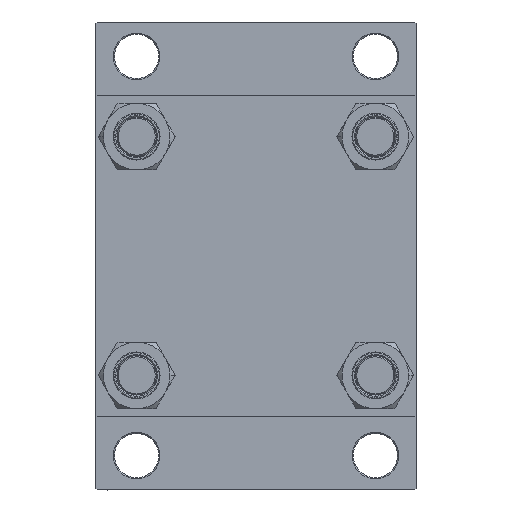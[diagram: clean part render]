
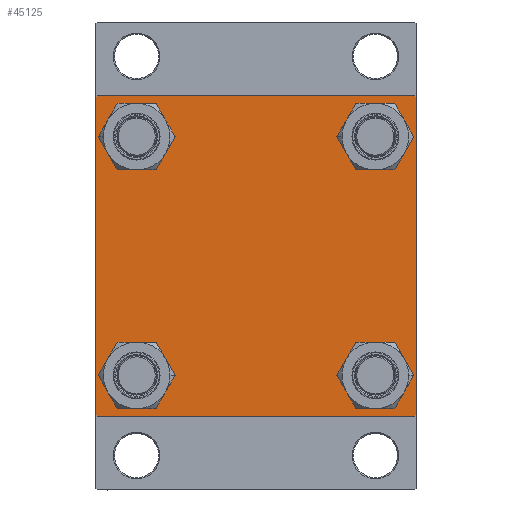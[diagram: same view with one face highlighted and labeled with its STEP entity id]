
A CAD part, left-side view. The second image highlights one B-rep face of the part: STEP entity #45125.
In plain terms, the highlighted planar face has unit normal (-1, 0, 0).
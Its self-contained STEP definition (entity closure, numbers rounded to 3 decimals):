
#78 = AXIS2_PLACEMENT_3D ( 'NONE', #45907, #35021, #16204 ) ;
#303 = AXIS2_PLACEMENT_3D ( 'NONE', #17251, #3231, #17956 ) ;
#382 = AXIS2_PLACEMENT_3D ( 'NONE', #26260, #29879, #44116 ) ;
#1086 = EDGE_CURVE ( 'NONE', #17475, #18828, #14655, .T. ) ;
#1419 = DIRECTION ( 'NONE',  ( 1., 0., 0. ) ) ;
#2237 = CARTESIAN_POINT ( 'NONE',  ( 0., 64.75, 64.75 ) ) ;
#2250 = CARTESIAN_POINT ( 'NONE',  ( 0., 65., 64.5 ) ) ;
#3231 = DIRECTION ( 'NONE',  ( 1., 0., 0. ) ) ;
#3302 = CIRCLE ( 'NONE', #30308, 8.5 ) ;
#3324 = DIRECTION ( 'NONE',  ( 0., -1., 0. ) ) ;
#3653 = ORIENTED_EDGE ( 'NONE', *, *, #4505, .T. ) ;
#4146 = LINE ( 'NONE', #30929, #18537 ) ;
#4175 = CARTESIAN_POINT ( 'NONE',  ( 0., 48.45, -48.45 ) ) ;
#4505 = EDGE_CURVE ( 'NONE', #13094, #5303, #22009, .T. ) ;
#4874 = CARTESIAN_POINT ( 'NONE',  ( 0., -48.45, 39.95 ) ) ;
#5128 = ORIENTED_EDGE ( 'NONE', *, *, #18304, .T. ) ;
#5303 = VERTEX_POINT ( 'NONE', #4874 ) ;
#5310 = LINE ( 'NONE', #23440, #24531 ) ;
#5773 = EDGE_CURVE ( 'NONE', #11891, #25176, #8179, .T. ) ;
#6063 = CARTESIAN_POINT ( 'NONE',  ( 0., -48.45, 48.45 ) ) ;
#6424 = CARTESIAN_POINT ( 'NONE',  ( 0., 48.45, 39.95 ) ) ;
#6789 = CARTESIAN_POINT ( 'NONE',  ( 0., -48.45, -39.95 ) ) ;
#7301 = VERTEX_POINT ( 'NONE', #14794 ) ;
#7645 = DIRECTION ( 'NONE',  ( 0., 0., -1. ) ) ;
#7745 = AXIS2_PLACEMENT_3D ( 'NONE', #4175, #44988, #11902 ) ;
#7994 = ORIENTED_EDGE ( 'NONE', *, *, #31429, .T. ) ;
#8015 = CIRCLE ( 'NONE', #303, 8.5 ) ;
#8171 = EDGE_LOOP ( 'NONE', ( #9710, #38361 ) ) ;
#8179 = CIRCLE ( 'NONE', #11245, 8.5 ) ;
#8315 = CARTESIAN_POINT ( 'NONE',  ( 0., 64.5, -65. ) ) ;
#8410 = DIRECTION ( 'NONE',  ( 0., 0., 1. ) ) ;
#8929 = DIRECTION ( 'NONE',  ( 0., -0.707, -0.707 ) ) ;
#9446 = ORIENTED_EDGE ( 'NONE', *, *, #5773, .T. ) ;
#9578 = EDGE_CURVE ( 'NONE', #14385, #16745, #5310, .T. ) ;
#9594 = VERTEX_POINT ( 'NONE', #38609 ) ;
#9710 = ORIENTED_EDGE ( 'NONE', *, *, #18339, .T. ) ;
#10101 = FACE_BOUND ( 'NONE', #39693, .T. ) ;
#10340 = CARTESIAN_POINT ( 'NONE',  ( 0., -48.45, -48.45 ) ) ;
#10766 = CARTESIAN_POINT ( 'NONE',  ( 0., -48.45, -56.95 ) ) ;
#10797 = LINE ( 'NONE', #47519, #22726 ) ;
#11245 = AXIS2_PLACEMENT_3D ( 'NONE', #10340, #21932, #39315 ) ;
#11819 = EDGE_CURVE ( 'NONE', #41578, #9594, #37715, .T. ) ;
#11891 = VERTEX_POINT ( 'NONE', #6789 ) ;
#11902 = DIRECTION ( 'NONE',  ( 0., 0., 1. ) ) ;
#12661 = LINE ( 'NONE', #24499, #34930 ) ;
#12973 = VECTOR ( 'NONE', #45934, 1000. ) ;
#12983 = DIRECTION ( 'NONE',  ( 1., 0., 0. ) ) ;
#13094 = VERTEX_POINT ( 'NONE', #30362 ) ;
#13255 = FACE_BOUND ( 'NONE', #8171, .T. ) ;
#13308 = CARTESIAN_POINT ( 'NONE',  ( 0., 64.5, 65. ) ) ;
#13461 = CARTESIAN_POINT ( 'NONE',  ( 0., -48.45, -48.45 ) ) ;
#14385 = VERTEX_POINT ( 'NONE', #13308 ) ;
#14655 = LINE ( 'NONE', #44596, #45823 ) ;
#14794 = CARTESIAN_POINT ( 'NONE',  ( 0., 48.45, 56.95 ) ) ;
#14817 = AXIS2_PLACEMENT_3D ( 'NONE', #13461, #12983, #28188 ) ;
#15991 = CARTESIAN_POINT ( 'NONE',  ( 0., 0., 0. ) ) ;
#16204 = DIRECTION ( 'NONE',  ( 0., 0., 1. ) ) ;
#16611 = EDGE_CURVE ( 'NONE', #14385, #41578, #18318, .T. ) ;
#16745 = VERTEX_POINT ( 'NONE', #44638 ) ;
#16928 = DIRECTION ( 'NONE',  ( 1., 0., 0. ) ) ;
#17251 = CARTESIAN_POINT ( 'NONE',  ( 0., -48.45, 48.45 ) ) ;
#17475 = VERTEX_POINT ( 'NONE', #29258 ) ;
#17953 = EDGE_LOOP ( 'NONE', ( #9446, #46237 ) ) ;
#17956 = DIRECTION ( 'NONE',  ( 0., 0., 1. ) ) ;
#18134 = AXIS2_PLACEMENT_3D ( 'NONE', #6063, #16928, #28030 ) ;
#18304 = EDGE_CURVE ( 'NONE', #23740, #18828, #4146, .T. ) ;
#18318 = LINE ( 'NONE', #2237, #40074 ) ;
#18339 = EDGE_CURVE ( 'NONE', #7301, #44644, #37038, .T. ) ;
#18537 = VECTOR ( 'NONE', #45439, 1000. ) ;
#18823 = EDGE_CURVE ( 'NONE', #20894, #37716, #28580, .T. ) ;
#18828 = VERTEX_POINT ( 'NONE', #41357 ) ;
#18843 = CIRCLE ( 'NONE', #382, 8.5 ) ;
#19074 = CARTESIAN_POINT ( 'NONE',  ( 0., -64.5, -65. ) ) ;
#19185 = EDGE_CURVE ( 'NONE', #9594, #38785, #27283, .T. ) ;
#19513 = CARTESIAN_POINT ( 'NONE',  ( 0., 48.45, -48.45 ) ) ;
#20339 = CARTESIAN_POINT ( 'NONE',  ( 0., 65., 65. ) ) ;
#20894 = VERTEX_POINT ( 'NONE', #31396 ) ;
#21787 = CIRCLE ( 'NONE', #14817, 8.5 ) ;
#21932 = DIRECTION ( 'NONE',  ( 1., 0., 0. ) ) ;
#22009 = CIRCLE ( 'NONE', #18134, 8.5 ) ;
#22726 = VECTOR ( 'NONE', #3324, 1000. ) ;
#23440 = CARTESIAN_POINT ( 'NONE',  ( 0., 65., 65. ) ) ;
#23740 = VERTEX_POINT ( 'NONE', #19074 ) ;
#23784 = DIRECTION ( 'NONE',  ( 0., 0.707, 0.707 ) ) ;
#24499 = CARTESIAN_POINT ( 'NONE',  ( 0., -64.75, 64.75 ) ) ;
#24531 = VECTOR ( 'NONE', #45648, 1000. ) ;
#25176 = VERTEX_POINT ( 'NONE', #10766 ) ;
#26260 = CARTESIAN_POINT ( 'NONE',  ( 0., 48.45, 48.45 ) ) ;
#26277 = VECTOR ( 'NONE', #8929, 1000. ) ;
#26982 = EDGE_CURVE ( 'NONE', #25176, #11891, #21787, .T. ) ;
#27283 = LINE ( 'NONE', #42008, #26277 ) ;
#27599 = ORIENTED_EDGE ( 'NONE', *, *, #19185, .T. ) ;
#27847 = EDGE_CURVE ( 'NONE', #37716, #20894, #3302, .T. ) ;
#28005 = AXIS2_PLACEMENT_3D ( 'NONE', #15991, #42704, #30716 ) ;
#28030 = DIRECTION ( 'NONE',  ( 0., 0., 1. ) ) ;
#28188 = DIRECTION ( 'NONE',  ( 0., 0., 1. ) ) ;
#28580 = CIRCLE ( 'NONE', #7745, 8.5 ) ;
#28697 = ORIENTED_EDGE ( 'NONE', *, *, #47320, .T. ) ;
#29258 = CARTESIAN_POINT ( 'NONE',  ( 0., -65., 64.5 ) ) ;
#29879 = DIRECTION ( 'NONE',  ( 1., 0., 0. ) ) ;
#29991 = EDGE_LOOP ( 'NONE', ( #41581, #35121 ) ) ;
#30246 = ORIENTED_EDGE ( 'NONE', *, *, #1086, .F. ) ;
#30308 = AXIS2_PLACEMENT_3D ( 'NONE', #19513, #1419, #8410 ) ;
#30362 = CARTESIAN_POINT ( 'NONE',  ( 0., -48.45, 56.95 ) ) ;
#30716 = DIRECTION ( 'NONE',  ( 0., 0., 1. ) ) ;
#30929 = CARTESIAN_POINT ( 'NONE',  ( 0., -64.75, -64.75 ) ) ;
#31396 = CARTESIAN_POINT ( 'NONE',  ( 0., 48.45, -56.95 ) ) ;
#31429 = EDGE_CURVE ( 'NONE', #38785, #23740, #10797, .T. ) ;
#31480 = EDGE_CURVE ( 'NONE', #44644, #7301, #18843, .T. ) ;
#31598 = ORIENTED_EDGE ( 'NONE', *, *, #16611, .T. ) ;
#31838 = FACE_BOUND ( 'NONE', #29991, .T. ) ;
#32088 = FACE_BOUND ( 'NONE', #17953, .T. ) ;
#32173 = ORIENTED_EDGE ( 'NONE', *, *, #11819, .T. ) ;
#33527 = ORIENTED_EDGE ( 'NONE', *, *, #44802, .T. ) ;
#34336 = PLANE ( 'NONE',  #28005 ) ;
#34437 = CARTESIAN_POINT ( 'NONE',  ( 0., 48.45, -39.95 ) ) ;
#34930 = VECTOR ( 'NONE', #23784, 1000. ) ;
#35021 = DIRECTION ( 'NONE',  ( 1., 0., 0. ) ) ;
#35121 = ORIENTED_EDGE ( 'NONE', *, *, #18823, .T. ) ;
#37038 = CIRCLE ( 'NONE', #78, 8.5 ) ;
#37715 = LINE ( 'NONE', #20339, #12973 ) ;
#37716 = VERTEX_POINT ( 'NONE', #34437 ) ;
#37939 = FACE_OUTER_BOUND ( 'NONE', #45288, .T. ) ;
#38361 = ORIENTED_EDGE ( 'NONE', *, *, #31480, .T. ) ;
#38609 = CARTESIAN_POINT ( 'NONE',  ( 0., 65., -64.5 ) ) ;
#38785 = VERTEX_POINT ( 'NONE', #8315 ) ;
#39315 = DIRECTION ( 'NONE',  ( 0., 0., 1. ) ) ;
#39693 = EDGE_LOOP ( 'NONE', ( #3653, #28697 ) ) ;
#40074 = VECTOR ( 'NONE', #47782, 1000. ) ;
#41357 = CARTESIAN_POINT ( 'NONE',  ( 0., -65., -64.5 ) ) ;
#41578 = VERTEX_POINT ( 'NONE', #2250 ) ;
#41581 = ORIENTED_EDGE ( 'NONE', *, *, #27847, .T. ) ;
#42008 = CARTESIAN_POINT ( 'NONE',  ( 0., 64.75, -64.75 ) ) ;
#42704 = DIRECTION ( 'NONE',  ( -1., 0., 0. ) ) ;
#43676 = ORIENTED_EDGE ( 'NONE', *, *, #9578, .F. ) ;
#44116 = DIRECTION ( 'NONE',  ( 0., 0., 1. ) ) ;
#44596 = CARTESIAN_POINT ( 'NONE',  ( 0., -65., 65. ) ) ;
#44638 = CARTESIAN_POINT ( 'NONE',  ( 0., -64.5, 65. ) ) ;
#44644 = VERTEX_POINT ( 'NONE', #6424 ) ;
#44802 = EDGE_CURVE ( 'NONE', #17475, #16745, #12661, .T. ) ;
#44988 = DIRECTION ( 'NONE',  ( 1., 0., 0. ) ) ;
#45125 = ADVANCED_FACE ( 'NONE', ( #10101, #32088, #31838, #13255, #37939 ), #34336, .T. ) ;
#45288 = EDGE_LOOP ( 'NONE', ( #32173, #27599, #7994, #5128, #30246, #33527, #43676, #31598 ) ) ;
#45439 = DIRECTION ( 'NONE',  ( 0., -0.707, 0.707 ) ) ;
#45648 = DIRECTION ( 'NONE',  ( 0., -1., 0. ) ) ;
#45823 = VECTOR ( 'NONE', #7645, 1000. ) ;
#45907 = CARTESIAN_POINT ( 'NONE',  ( 0., 48.45, 48.45 ) ) ;
#45934 = DIRECTION ( 'NONE',  ( 0., 0., -1. ) ) ;
#46237 = ORIENTED_EDGE ( 'NONE', *, *, #26982, .T. ) ;
#47320 = EDGE_CURVE ( 'NONE', #5303, #13094, #8015, .T. ) ;
#47519 = CARTESIAN_POINT ( 'NONE',  ( 0., 65., -65. ) ) ;
#47782 = DIRECTION ( 'NONE',  ( 0., 0.707, -0.707 ) ) ;
